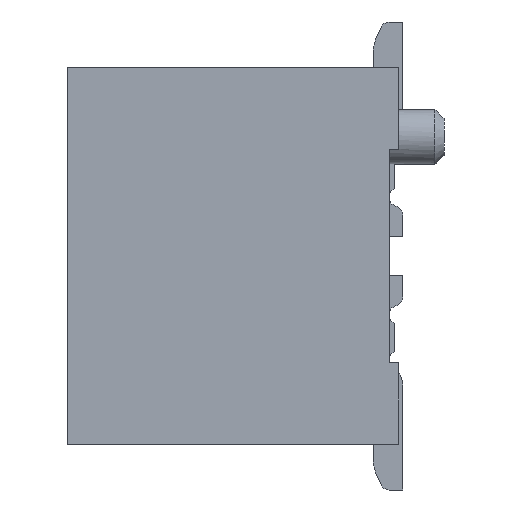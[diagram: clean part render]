
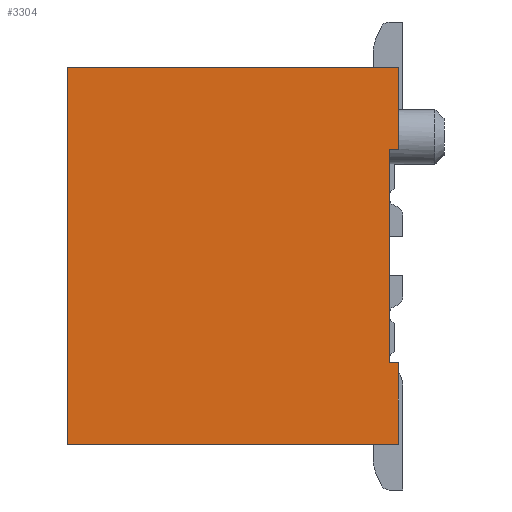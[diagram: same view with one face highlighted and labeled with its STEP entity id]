
A CAD part, left-side view. The second image highlights one B-rep face of the part: STEP entity #3304.
In plain terms, the highlighted planar face has unit normal (-1, 0, 0).
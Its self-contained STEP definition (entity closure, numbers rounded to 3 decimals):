
#700=CARTESIAN_POINT('',(0.,4.2,-4.1));
#701=VERTEX_POINT('',#700);
#708=CARTESIAN_POINT('',(0.,4.2,0.));
#709=VERTEX_POINT('',#708);
#710=CARTESIAN_POINT('',(0.,4.2,0.));
#711=DIRECTION('',(0.,0.,-1.));
#712=VECTOR('',#711,4.1);
#713=LINE('',#710,#712);
#714=EDGE_CURVE('',#709,#701,#713,.T.);
#3242=CARTESIAN_POINT('',(0.,0.6,-4.1));
#3243=DIRECTION('',(0.,0.,1.));
#3244=DIRECTION('',(-1.,0.,0.));
#3245=AXIS2_PLACEMENT_3D('',#3242,#3244,#3243);
#3246=PLANE('',#3245);
#3247=CARTESIAN_POINT('',(0.,0.7,-0.885));
#3248=VERTEX_POINT('',#3247);
#3249=CARTESIAN_POINT('',(0.,0.6,-0.885));
#3250=VERTEX_POINT('',#3249);
#3251=CARTESIAN_POINT('',(0.,0.7,-0.885));
#3252=DIRECTION('',(0.,-1.,0.));
#3253=VECTOR('',#3252,0.1);
#3254=LINE('',#3251,#3253);
#3255=EDGE_CURVE('',#3248,#3250,#3254,.T.);
#3256=ORIENTED_EDGE('',*,*,#3255,.T.);
#3257=CARTESIAN_POINT('',(0.,0.6,0.));
#3258=VERTEX_POINT('',#3257);
#3259=CARTESIAN_POINT('',(0.,0.6,-0.885));
#3260=DIRECTION('',(0.,0.,1.));
#3261=VECTOR('',#3260,0.885);
#3262=LINE('',#3259,#3261);
#3263=EDGE_CURVE('',#3250,#3258,#3262,.T.);
#3264=ORIENTED_EDGE('',*,*,#3263,.T.);
#3265=CARTESIAN_POINT('',(0.,0.6,0.));
#3266=DIRECTION('',(0.,1.,0.));
#3267=VECTOR('',#3266,3.6);
#3268=LINE('',#3265,#3267);
#3269=EDGE_CURVE('',#3258,#709,#3268,.T.);
#3270=ORIENTED_EDGE('',*,*,#3269,.T.);
#3271=ORIENTED_EDGE('',*,*,#714,.T.);
#3272=CARTESIAN_POINT('',(0.,0.6,-4.1));
#3273=VERTEX_POINT('',#3272);
#3274=CARTESIAN_POINT('',(0.,0.6,-4.1));
#3275=DIRECTION('',(0.,1.,0.));
#3276=VECTOR('',#3275,3.6);
#3277=LINE('',#3274,#3276);
#3278=EDGE_CURVE('',#3273,#701,#3277,.T.);
#3279=ORIENTED_EDGE('',*,*,#3278,.F.);
#3280=CARTESIAN_POINT('',(0.,0.6,-3.215));
#3281=VERTEX_POINT('',#3280);
#3282=CARTESIAN_POINT('',(0.,0.6,-3.215));
#3283=DIRECTION('',(0.,0.,-1.));
#3284=VECTOR('',#3283,0.885);
#3285=LINE('',#3282,#3284);
#3286=EDGE_CURVE('',#3281,#3273,#3285,.T.);
#3287=ORIENTED_EDGE('',*,*,#3286,.F.);
#3288=CARTESIAN_POINT('',(0.,0.7,-3.215));
#3289=VERTEX_POINT('',#3288);
#3290=CARTESIAN_POINT('',(0.,0.7,-3.215));
#3291=DIRECTION('',(0.,-1.,0.));
#3292=VECTOR('',#3291,0.1);
#3293=LINE('',#3290,#3292);
#3294=EDGE_CURVE('',#3289,#3281,#3293,.T.);
#3295=ORIENTED_EDGE('',*,*,#3294,.F.);
#3296=CARTESIAN_POINT('',(0.,0.7,-3.215));
#3297=DIRECTION('',(0.,0.,1.));
#3298=VECTOR('',#3297,2.33);
#3299=LINE('',#3296,#3298);
#3300=EDGE_CURVE('',#3289,#3248,#3299,.T.);
#3301=ORIENTED_EDGE('',*,*,#3300,.T.);
#3302=EDGE_LOOP('',(#3256,#3264,#3270,#3271,#3279,#3287,#3295,#3301));
#3303=FACE_OUTER_BOUND('',#3302,.T.);
#3304=ADVANCED_FACE('',(#3303),#3246,.T.);
